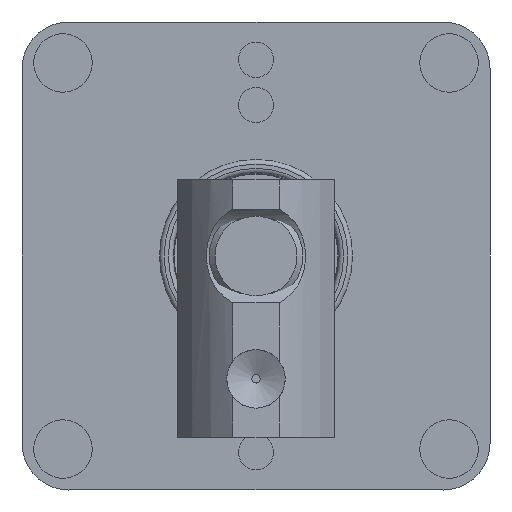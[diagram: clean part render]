
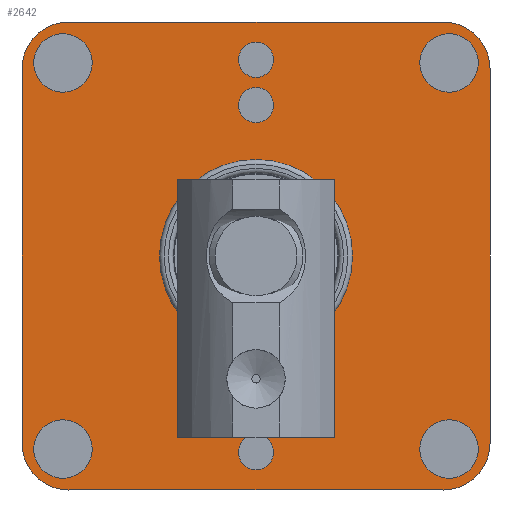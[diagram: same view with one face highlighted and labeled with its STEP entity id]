
A CAD part, front view. The second image highlights one B-rep face of the part: STEP entity #2642.
In plain terms, the highlighted planar face has unit normal (0, -1, 0).
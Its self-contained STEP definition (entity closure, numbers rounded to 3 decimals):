
#97=FACE_BOUND('',#426,.T.);
#98=FACE_BOUND('',#427,.T.);
#99=FACE_BOUND('',#428,.T.);
#100=FACE_BOUND('',#429,.T.);
#101=FACE_BOUND('',#430,.T.);
#102=FACE_BOUND('',#431,.T.);
#103=FACE_BOUND('',#432,.T.);
#104=FACE_BOUND('',#433,.T.);
#105=FACE_BOUND('',#434,.T.);
#122=PLANE('',#2936);
#260=FACE_OUTER_BOUND('',#425,.T.);
#425=EDGE_LOOP('',(#1893,#1894,#1895,#1896,#1897,#1898,#1899,#1900,#1901,
#1902,#1903,#1904));
#426=EDGE_LOOP('',(#1905,#1906));
#427=EDGE_LOOP('',(#1907,#1908));
#428=EDGE_LOOP('',(#1909,#1910));
#429=EDGE_LOOP('',(#1911,#1912));
#430=EDGE_LOOP('',(#1913,#1914));
#431=EDGE_LOOP('',(#1915,#1916));
#432=EDGE_LOOP('',(#1917,#1918));
#433=EDGE_LOOP('',(#1919,#1920));
#434=EDGE_LOOP('',(#1921,#1922));
#608=LINE('',#4453,#749);
#610=LINE('',#4458,#751);
#614=LINE('',#4471,#755);
#616=LINE('',#4476,#757);
#619=LINE('',#4483,#760);
#620=LINE('',#4487,#761);
#621=LINE('',#4489,#762);
#622=LINE('',#4493,#763);
#749=VECTOR('',#3420,1000.);
#751=VECTOR('',#3424,1000.);
#755=VECTOR('',#3434,1000.);
#757=VECTOR('',#3438,1000.);
#760=VECTOR('',#3445,1000.);
#761=VECTOR('',#3448,1000.);
#762=VECTOR('',#3451,1000.);
#763=VECTOR('',#3454,1000.);
#869=CIRCLE('',#2842,1.5);
#870=CIRCLE('',#2843,1.5);
#873=CIRCLE('',#2847,1.5);
#874=CIRCLE('',#2848,1.5);
#878=CIRCLE('',#2853,1.5);
#879=CIRCLE('',#2854,1.5);
#882=CIRCLE('',#2858,1.5);
#883=CIRCLE('',#2859,1.5);
#886=CIRCLE('',#2863,2.5);
#887=CIRCLE('',#2864,2.5);
#890=CIRCLE('',#2868,2.5);
#891=CIRCLE('',#2869,2.5);
#894=CIRCLE('',#2873,2.5);
#895=CIRCLE('',#2874,2.5);
#898=CIRCLE('',#2878,2.5);
#899=CIRCLE('',#2879,2.5);
#923=CIRCLE('',#2910,8.25);
#924=CIRCLE('',#2911,8.25);
#937=CIRCLE('',#2937,4.);
#938=CIRCLE('',#2938,4.);
#939=CIRCLE('',#2939,4.);
#940=CIRCLE('',#2940,4.);
#1082=VERTEX_POINT('',#4113);
#1083=VERTEX_POINT('',#4115);
#1086=VERTEX_POINT('',#4123);
#1087=VERTEX_POINT('',#4125);
#1090=VERTEX_POINT('',#4134);
#1091=VERTEX_POINT('',#4136);
#1094=VERTEX_POINT('',#4144);
#1095=VERTEX_POINT('',#4146);
#1098=VERTEX_POINT('',#4154);
#1099=VERTEX_POINT('',#4156);
#1102=VERTEX_POINT('',#4164);
#1103=VERTEX_POINT('',#4166);
#1106=VERTEX_POINT('',#4174);
#1107=VERTEX_POINT('',#4176);
#1110=VERTEX_POINT('',#4184);
#1111=VERTEX_POINT('',#4186);
#1132=VERTEX_POINT('',#4253);
#1133=VERTEX_POINT('',#4254);
#1160=VERTEX_POINT('',#4450);
#1161=VERTEX_POINT('',#4452);
#1162=VERTEX_POINT('',#4456);
#1163=VERTEX_POINT('',#4457);
#1168=VERTEX_POINT('',#4468);
#1169=VERTEX_POINT('',#4470);
#1170=VERTEX_POINT('',#4474);
#1171=VERTEX_POINT('',#4475);
#1174=VERTEX_POINT('',#4484);
#1175=VERTEX_POINT('',#4486);
#1176=VERTEX_POINT('',#4490);
#1177=VERTEX_POINT('',#4492);
#1348=EDGE_CURVE('',#1083,#1082,#869,.T.);
#1349=EDGE_CURVE('',#1082,#1083,#870,.T.);
#1353=EDGE_CURVE('',#1087,#1086,#873,.T.);
#1354=EDGE_CURVE('',#1086,#1087,#874,.T.);
#1359=EDGE_CURVE('',#1090,#1091,#878,.T.);
#1360=EDGE_CURVE('',#1091,#1090,#879,.T.);
#1364=EDGE_CURVE('',#1094,#1095,#882,.T.);
#1365=EDGE_CURVE('',#1095,#1094,#883,.T.);
#1369=EDGE_CURVE('',#1098,#1099,#886,.T.);
#1370=EDGE_CURVE('',#1099,#1098,#887,.T.);
#1374=EDGE_CURVE('',#1102,#1103,#890,.T.);
#1375=EDGE_CURVE('',#1103,#1102,#891,.T.);
#1379=EDGE_CURVE('',#1106,#1107,#894,.T.);
#1380=EDGE_CURVE('',#1107,#1106,#895,.T.);
#1384=EDGE_CURVE('',#1110,#1111,#898,.T.);
#1385=EDGE_CURVE('',#1111,#1110,#899,.T.);
#1411=EDGE_CURVE('',#1132,#1133,#923,.T.);
#1413=EDGE_CURVE('',#1133,#1132,#924,.T.);
#1444=EDGE_CURVE('',#1160,#1161,#608,.T.);
#1446=EDGE_CURVE('',#1162,#1163,#610,.T.);
#1452=EDGE_CURVE('',#1168,#1169,#614,.T.);
#1454=EDGE_CURVE('',#1170,#1171,#616,.T.);
#1458=EDGE_CURVE('',#1163,#1160,#619,.T.);
#1459=EDGE_CURVE('',#1174,#1162,#937,.T.);
#1460=EDGE_CURVE('',#1175,#1174,#620,.T.);
#1461=EDGE_CURVE('',#1169,#1175,#938,.T.);
#1462=EDGE_CURVE('',#1171,#1168,#621,.T.);
#1463=EDGE_CURVE('',#1176,#1170,#939,.T.);
#1464=EDGE_CURVE('',#1177,#1176,#622,.T.);
#1465=EDGE_CURVE('',#1161,#1177,#940,.T.);
#1893=ORIENTED_EDGE('',*,*,#1444,.F.);
#1894=ORIENTED_EDGE('',*,*,#1458,.F.);
#1895=ORIENTED_EDGE('',*,*,#1446,.F.);
#1896=ORIENTED_EDGE('',*,*,#1459,.F.);
#1897=ORIENTED_EDGE('',*,*,#1460,.F.);
#1898=ORIENTED_EDGE('',*,*,#1461,.F.);
#1899=ORIENTED_EDGE('',*,*,#1452,.F.);
#1900=ORIENTED_EDGE('',*,*,#1462,.F.);
#1901=ORIENTED_EDGE('',*,*,#1454,.F.);
#1902=ORIENTED_EDGE('',*,*,#1463,.F.);
#1903=ORIENTED_EDGE('',*,*,#1464,.F.);
#1904=ORIENTED_EDGE('',*,*,#1465,.F.);
#1905=ORIENTED_EDGE('',*,*,#1411,.F.);
#1906=ORIENTED_EDGE('',*,*,#1413,.F.);
#1907=ORIENTED_EDGE('',*,*,#1348,.T.);
#1908=ORIENTED_EDGE('',*,*,#1349,.T.);
#1909=ORIENTED_EDGE('',*,*,#1353,.T.);
#1910=ORIENTED_EDGE('',*,*,#1354,.T.);
#1911=ORIENTED_EDGE('',*,*,#1360,.F.);
#1912=ORIENTED_EDGE('',*,*,#1359,.F.);
#1913=ORIENTED_EDGE('',*,*,#1365,.F.);
#1914=ORIENTED_EDGE('',*,*,#1364,.F.);
#1915=ORIENTED_EDGE('',*,*,#1370,.F.);
#1916=ORIENTED_EDGE('',*,*,#1369,.F.);
#1917=ORIENTED_EDGE('',*,*,#1375,.F.);
#1918=ORIENTED_EDGE('',*,*,#1374,.F.);
#1919=ORIENTED_EDGE('',*,*,#1380,.F.);
#1920=ORIENTED_EDGE('',*,*,#1379,.F.);
#1921=ORIENTED_EDGE('',*,*,#1385,.F.);
#1922=ORIENTED_EDGE('',*,*,#1384,.F.);
#2642=ADVANCED_FACE('',(#260,#97,#98,#99,#100,#101,#102,#103,#104,#105),
#122,.F.);
#2842=AXIS2_PLACEMENT_3D('',#4116,#3223,#3224);
#2843=AXIS2_PLACEMENT_3D('',#4117,#3225,#3226);
#2847=AXIS2_PLACEMENT_3D('',#4126,#3234,#3235);
#2848=AXIS2_PLACEMENT_3D('',#4127,#3236,#3237);
#2853=AXIS2_PLACEMENT_3D('',#4137,#3247,#3248);
#2854=AXIS2_PLACEMENT_3D('',#4138,#3249,#3250);
#2858=AXIS2_PLACEMENT_3D('',#4147,#3258,#3259);
#2859=AXIS2_PLACEMENT_3D('',#4148,#3260,#3261);
#2863=AXIS2_PLACEMENT_3D('',#4157,#3269,#3270);
#2864=AXIS2_PLACEMENT_3D('',#4158,#3271,#3272);
#2868=AXIS2_PLACEMENT_3D('',#4167,#3280,#3281);
#2869=AXIS2_PLACEMENT_3D('',#4168,#3282,#3283);
#2873=AXIS2_PLACEMENT_3D('',#4177,#3291,#3292);
#2874=AXIS2_PLACEMENT_3D('',#4178,#3293,#3294);
#2878=AXIS2_PLACEMENT_3D('',#4187,#3302,#3303);
#2879=AXIS2_PLACEMENT_3D('',#4188,#3304,#3305);
#2910=AXIS2_PLACEMENT_3D('',#4255,#3366,#3367);
#2911=AXIS2_PLACEMENT_3D('',#4257,#3369,#3370);
#2936=AXIS2_PLACEMENT_3D('',#4482,#3443,#3444);
#2937=AXIS2_PLACEMENT_3D('',#4485,#3446,#3447);
#2938=AXIS2_PLACEMENT_3D('',#4488,#3449,#3450);
#2939=AXIS2_PLACEMENT_3D('',#4491,#3452,#3453);
#2940=AXIS2_PLACEMENT_3D('',#4494,#3455,#3456);
#3223=DIRECTION('center_axis',(0.,1.,0.));
#3224=DIRECTION('ref_axis',(0.,0.,1.));
#3225=DIRECTION('center_axis',(0.,1.,0.));
#3226=DIRECTION('ref_axis',(0.,0.,1.));
#3234=DIRECTION('center_axis',(0.,1.,0.));
#3235=DIRECTION('ref_axis',(0.,0.,1.));
#3236=DIRECTION('center_axis',(0.,1.,0.));
#3237=DIRECTION('ref_axis',(0.,0.,1.));
#3247=DIRECTION('center_axis',(0.,-1.,0.));
#3248=DIRECTION('ref_axis',(0.,0.,-1.));
#3249=DIRECTION('center_axis',(0.,-1.,0.));
#3250=DIRECTION('ref_axis',(0.,0.,-1.));
#3258=DIRECTION('center_axis',(0.,-1.,0.));
#3259=DIRECTION('ref_axis',(0.,0.,-1.));
#3260=DIRECTION('center_axis',(0.,-1.,0.));
#3261=DIRECTION('ref_axis',(0.,0.,-1.));
#3269=DIRECTION('center_axis',(0.,-1.,0.));
#3270=DIRECTION('ref_axis',(0.,0.,-1.));
#3271=DIRECTION('center_axis',(0.,-1.,0.));
#3272=DIRECTION('ref_axis',(0.,0.,-1.));
#3280=DIRECTION('center_axis',(0.,-1.,0.));
#3281=DIRECTION('ref_axis',(0.,0.,-1.));
#3282=DIRECTION('center_axis',(0.,-1.,0.));
#3283=DIRECTION('ref_axis',(0.,0.,-1.));
#3291=DIRECTION('center_axis',(0.,-1.,0.));
#3292=DIRECTION('ref_axis',(0.,0.,-1.));
#3293=DIRECTION('center_axis',(0.,-1.,0.));
#3294=DIRECTION('ref_axis',(0.,0.,-1.));
#3302=DIRECTION('center_axis',(0.,-1.,0.));
#3303=DIRECTION('ref_axis',(0.,0.,-1.));
#3304=DIRECTION('center_axis',(0.,-1.,0.));
#3305=DIRECTION('ref_axis',(0.,0.,-1.));
#3366=DIRECTION('center_axis',(0.,-1.,0.));
#3367=DIRECTION('ref_axis',(0.,0.,1.));
#3369=DIRECTION('center_axis',(0.,-1.,0.));
#3370=DIRECTION('ref_axis',(0.,0.,1.));
#3420=DIRECTION('',(-1.,0.,0.));
#3424=DIRECTION('',(-1.,0.,0.));
#3434=DIRECTION('',(1.,0.,0.));
#3438=DIRECTION('',(1.,0.,0.));
#3443=DIRECTION('center_axis',(0.,1.,0.));
#3444=DIRECTION('ref_axis',(0.,0.,1.));
#3445=DIRECTION('',(-1.,0.,0.));
#3446=DIRECTION('center_axis',(0.,1.,0.));
#3447=DIRECTION('ref_axis',(0.,0.,-1.));
#3448=DIRECTION('',(0.,0.,-1.));
#3449=DIRECTION('center_axis',(0.,1.,0.));
#3450=DIRECTION('ref_axis',(0.,0.,1.));
#3451=DIRECTION('',(1.,0.,0.));
#3452=DIRECTION('center_axis',(0.,1.,0.));
#3453=DIRECTION('ref_axis',(0.,0.,1.));
#3454=DIRECTION('',(0.,0.,1.));
#3455=DIRECTION('center_axis',(0.,1.,0.));
#3456=DIRECTION('ref_axis',(0.,0.,1.));
#4113=CARTESIAN_POINT('',(0.,0.,-11.398));
#4115=CARTESIAN_POINT('',(0.,0.,-14.398));
#4116=CARTESIAN_POINT('Origin',(0.,0.,-12.898));
#4117=CARTESIAN_POINT('Origin',(0.,0.,-12.898));
#4123=CARTESIAN_POINT('',(0.,0.,-15.275));
#4125=CARTESIAN_POINT('',(0.,0.,-18.275));
#4126=CARTESIAN_POINT('Origin',(0.,0.,-16.775));
#4127=CARTESIAN_POINT('Origin',(0.,0.,-16.775));
#4134=CARTESIAN_POINT('',(0.,0.,14.398));
#4136=CARTESIAN_POINT('',(0.,0.,11.398));
#4137=CARTESIAN_POINT('Origin',(0.,0.,12.898));
#4138=CARTESIAN_POINT('Origin',(0.,0.,12.898));
#4144=CARTESIAN_POINT('',(0.,0.,18.275));
#4146=CARTESIAN_POINT('',(0.,0.,15.275));
#4147=CARTESIAN_POINT('Origin',(0.,0.,16.775));
#4148=CARTESIAN_POINT('Origin',(0.,0.,16.775));
#4154=CARTESIAN_POINT('',(-16.5,0.,-14.));
#4156=CARTESIAN_POINT('',(-16.5,0.,-19.));
#4157=CARTESIAN_POINT('Origin',(-16.5,0.,-16.5));
#4158=CARTESIAN_POINT('Origin',(-16.5,0.,-16.5));
#4164=CARTESIAN_POINT('',(-16.5,0.,19.));
#4166=CARTESIAN_POINT('',(-16.5,0.,14.));
#4167=CARTESIAN_POINT('Origin',(-16.5,0.,16.5));
#4168=CARTESIAN_POINT('Origin',(-16.5,0.,16.5));
#4174=CARTESIAN_POINT('',(16.5,0.,19.));
#4176=CARTESIAN_POINT('',(16.5,0.,14.));
#4177=CARTESIAN_POINT('Origin',(16.5,0.,16.5));
#4178=CARTESIAN_POINT('Origin',(16.5,0.,16.5));
#4184=CARTESIAN_POINT('',(16.5,0.,-14.));
#4186=CARTESIAN_POINT('',(16.5,0.,-19.));
#4187=CARTESIAN_POINT('Origin',(16.5,0.,-16.5));
#4188=CARTESIAN_POINT('Origin',(16.5,0.,-16.5));
#4253=CARTESIAN_POINT('',(0.,0.,-8.25));
#4254=CARTESIAN_POINT('',(0.,0.,8.25));
#4255=CARTESIAN_POINT('Origin',(0.,0.,0.));
#4257=CARTESIAN_POINT('Origin',(0.,0.,0.));
#4450=CARTESIAN_POINT('',(-2.996,0.,-20.));
#4452=CARTESIAN_POINT('',(-16.,0.,-20.));
#4453=CARTESIAN_POINT('',(-16.,0.,-20.));
#4456=CARTESIAN_POINT('',(16.,0.,-20.));
#4457=CARTESIAN_POINT('',(2.996,0.,-20.));
#4458=CARTESIAN_POINT('',(-16.,0.,-20.));
#4468=CARTESIAN_POINT('',(2.996,0.,20.));
#4470=CARTESIAN_POINT('',(16.,0.,20.));
#4471=CARTESIAN_POINT('',(-16.,0.,20.));
#4474=CARTESIAN_POINT('',(-16.,0.,20.));
#4475=CARTESIAN_POINT('',(-2.996,0.,20.));
#4476=CARTESIAN_POINT('',(-16.,0.,20.));
#4482=CARTESIAN_POINT('Origin',(16.,0.,16.));
#4483=CARTESIAN_POINT('',(-3.965,0.,-20.));
#4484=CARTESIAN_POINT('',(20.,0.,-16.));
#4485=CARTESIAN_POINT('Origin',(16.,0.,-16.));
#4486=CARTESIAN_POINT('',(20.,0.,16.));
#4487=CARTESIAN_POINT('',(20.,0.,-16.));
#4488=CARTESIAN_POINT('Origin',(16.,0.,16.));
#4489=CARTESIAN_POINT('',(-3.965,0.,20.));
#4490=CARTESIAN_POINT('',(-20.,0.,16.));
#4491=CARTESIAN_POINT('Origin',(-16.,0.,16.));
#4492=CARTESIAN_POINT('',(-20.,0.,-16.));
#4493=CARTESIAN_POINT('',(-20.,0.,-16.));
#4494=CARTESIAN_POINT('Origin',(-16.,0.,-16.));
